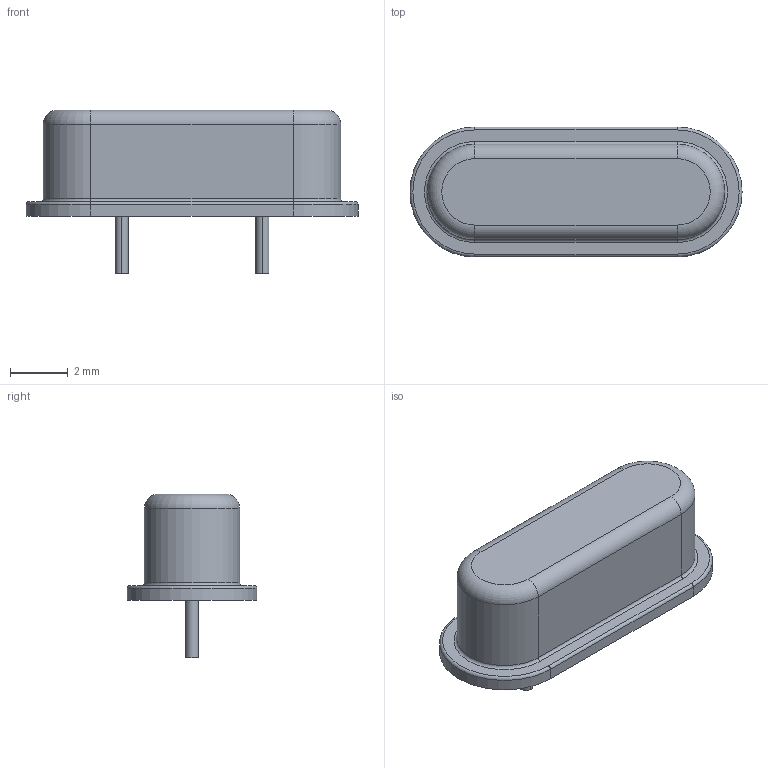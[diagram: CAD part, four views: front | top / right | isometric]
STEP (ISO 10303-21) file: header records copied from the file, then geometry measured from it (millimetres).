
FILE_DESCRIPTION (( 'STEP AP214' ), '1' );
FILE_NAME ( 'XTAL_HC49P488T45L1150W450H368.STEP', '2022-06-26T15:48:03', ( '' ), ( '' ), '', '©2017 PCB Libraries, Inc.', '' );
FILE_SCHEMA (( 'AUTOMOTIVE_DESIGN' ));
Length unit declared in the file: millimetre
Products named in the file (1): XTAL_HC49P488T45L1150W450H368
Bounding box: 11.5 x 4.5 x 5.68 mm (x, y, z)
Volume: 123.7 mm3; surface area: 185.1 mm2
Topology: 3 solids, 3 shells, 31 faces, 60 edges, 36 vertices
Faces by surface type: cylinder 14, plane 11, torus 6
Entity records: 933 total; most frequent: DIRECTION 158, CARTESIAN_POINT 128, ORIENTED_EDGE 120, AXIS2_PLACEMENT_3D 66, EDGE_CURVE 60, VERTEX_POINT 36, STYLED_ITEM 35, PRESENTATION_LAYER_ASSIGNMENT 35
